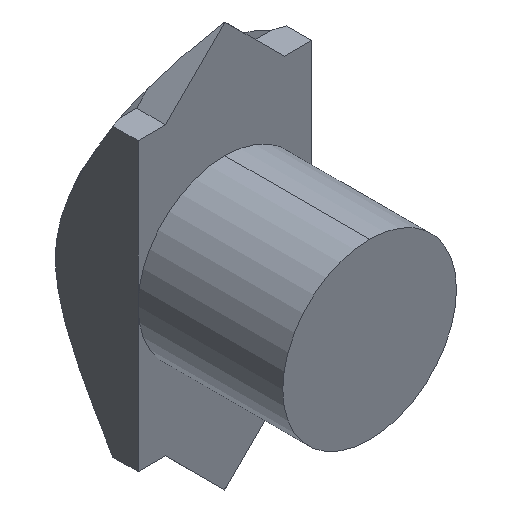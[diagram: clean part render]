
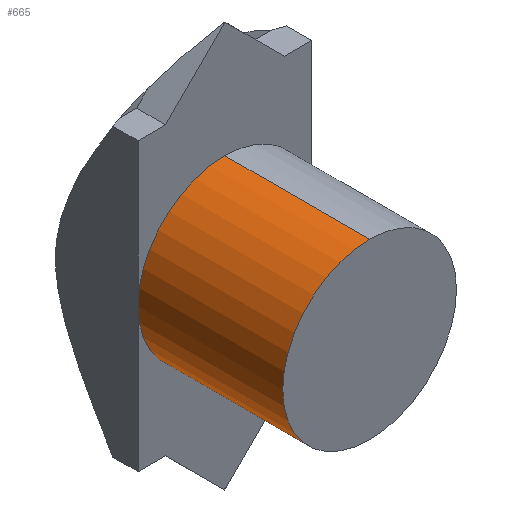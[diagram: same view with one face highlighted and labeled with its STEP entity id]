
A CAD part, isometric view. The second image highlights one B-rep face of the part: STEP entity #665.
In plain terms, the highlighted cylindrical face has radius 30 mm (diameter 60 mm), a partial arc.
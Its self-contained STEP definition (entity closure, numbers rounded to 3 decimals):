
#1 = AXIS2_PLACEMENT_3D ( 'NONE', #280, #703, #475 ) ;
#27 = ORIENTED_EDGE ( 'NONE', *, *, #222, .F. ) ;
#31 = DIRECTION ( 'NONE',  ( 0., -1., 0. ) ) ;
#39 = VECTOR ( 'NONE', #65, 1000. ) ;
#56 = CIRCLE ( 'NONE', #1, 30. ) ;
#65 = DIRECTION ( 'NONE',  ( 0., -1., 0. ) ) ;
#87 = CARTESIAN_POINT ( 'NONE',  ( 0., -50., 30. ) ) ;
#105 = AXIS2_PLACEMENT_3D ( 'NONE', #184, #639, #422 ) ;
#117 = DIRECTION ( 'NONE',  ( 0., -1., 0. ) ) ;
#119 = ORIENTED_EDGE ( 'NONE', *, *, #251, .T. ) ;
#141 = LINE ( 'NONE', #249, #39 ) ;
#147 = VERTEX_POINT ( 'NONE', #704 ) ;
#184 = CARTESIAN_POINT ( 'NONE',  ( 0., -50., 0. ) ) ;
#192 = EDGE_CURVE ( 'NONE', #579, #702, #56, .T. ) ;
#204 = VERTEX_POINT ( 'NONE', #716 ) ;
#207 = CARTESIAN_POINT ( 'NONE',  ( -30., -50., 0. ) ) ;
#221 = ORIENTED_EDGE ( 'NONE', *, *, #554, .F. ) ;
#222 = EDGE_CURVE ( 'NONE', #702, #510, #444, .T. ) ;
#248 = DIRECTION ( 'NONE',  ( 0., 0., -1. ) ) ;
#249 = CARTESIAN_POINT ( 'NONE',  ( 0., -50., -30. ) ) ;
#251 = EDGE_CURVE ( 'NONE', #204, #147, #607, .T. ) ;
#280 = CARTESIAN_POINT ( 'NONE',  ( 0., -50., 0. ) ) ;
#337 = CARTESIAN_POINT ( 'NONE',  ( 0., -50., -30. ) ) ;
#343 = CARTESIAN_POINT ( 'NONE',  ( 0., -100., 0. ) ) ;
#366 = ORIENTED_EDGE ( 'NONE', *, *, #448, .T. ) ;
#378 = CYLINDRICAL_SURFACE ( 'NONE', #469, 30. ) ;
#422 = DIRECTION ( 'NONE',  ( 0., 0., 1. ) ) ;
#444 = CIRCLE ( 'NONE', #105, 30. ) ;
#448 = EDGE_CURVE ( 'NONE', #579, #204, #141, .T. ) ;
#452 = CARTESIAN_POINT ( 'NONE',  ( 0., -50., 30. ) ) ;
#469 = AXIS2_PLACEMENT_3D ( 'NONE', #656, #117, #248 ) ;
#475 = DIRECTION ( 'NONE',  ( 0., 0., 1. ) ) ;
#510 = VERTEX_POINT ( 'NONE', #87 ) ;
#537 = DIRECTION ( 'NONE',  ( 0., 1., 0. ) ) ;
#554 = EDGE_CURVE ( 'NONE', #510, #147, #691, .T. ) ;
#557 = ORIENTED_EDGE ( 'NONE', *, *, #192, .F. ) ;
#579 = VERTEX_POINT ( 'NONE', #337 ) ;
#607 = CIRCLE ( 'NONE', #647, 30. ) ;
#639 = DIRECTION ( 'NONE',  ( 0., 1., 0. ) ) ;
#647 = AXIS2_PLACEMENT_3D ( 'NONE', #343, #537, #779 ) ;
#656 = CARTESIAN_POINT ( 'NONE',  ( 0., -50., 0. ) ) ;
#665 = ADVANCED_FACE ( 'NONE', ( #719 ), #378, .T. ) ;
#666 = EDGE_LOOP ( 'NONE', ( #221, #27, #557, #366, #119 ) ) ;
#691 = LINE ( 'NONE', #452, #773 ) ;
#702 = VERTEX_POINT ( 'NONE', #207 ) ;
#703 = DIRECTION ( 'NONE',  ( 0., 1., 0. ) ) ;
#704 = CARTESIAN_POINT ( 'NONE',  ( 0., -100., 30. ) ) ;
#716 = CARTESIAN_POINT ( 'NONE',  ( 0., -100., -30. ) ) ;
#719 = FACE_OUTER_BOUND ( 'NONE', #666, .T. ) ;
#773 = VECTOR ( 'NONE', #31, 1000. ) ;
#779 = DIRECTION ( 'NONE',  ( 0., 0., 1. ) ) ;
